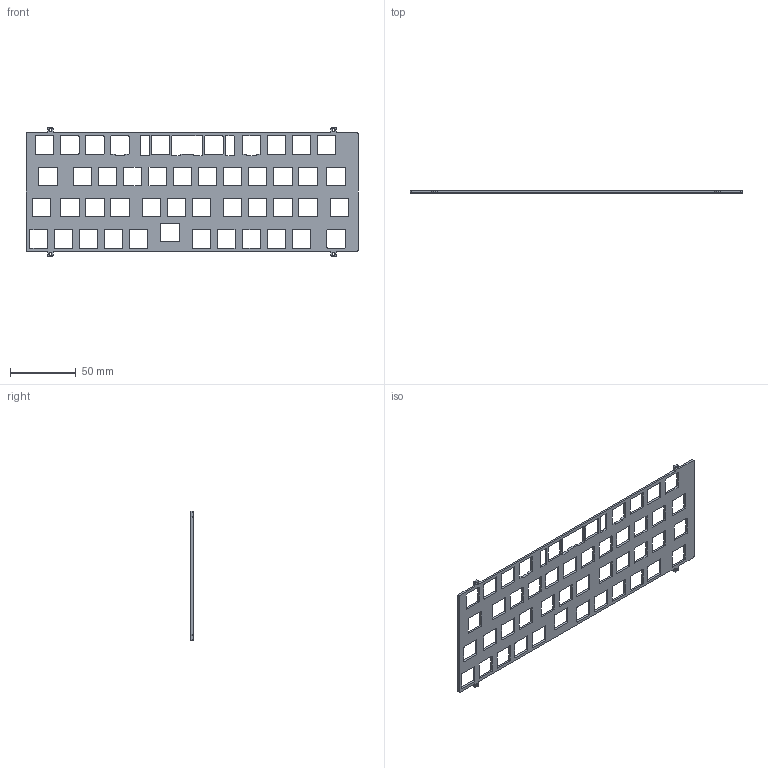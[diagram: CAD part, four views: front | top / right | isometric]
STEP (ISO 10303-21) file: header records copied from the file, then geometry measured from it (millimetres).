
FILE_DESCRIPTION(/* description */ (''),/* implementation_level */ '2;1');
FILE_NAME(/* name */ 'Bepovan_FullPlate.step',/* time_stamp */ '2021-07-04T09:24:23-05:00',/* author */ (''),/* organization */ (''),/* preprocessor_version */ 'ST-DEVELOPER v18.1',/* originating_system */ 'Autodesk Translation Framework v10.9.0.1377',/* authorisation */ '');
FILE_SCHEMA (('AUTOMOTIVE_DESIGN { 1 0 10303 214 3 1 1 }'));
Length unit declared in the file: millimetre
Products named in the file (1): Full Plate
Bounding box: 252.41 x 1.6 x 98.49 mm (x, y, z)
Volume: 21300.4 mm3; surface area: 32136.2 mm2
Topology: 1 solids, 1 shells, 448 faces, 1338 edges, 892 vertices
Faces by surface type: plane 230, cylinder 218
Full cylindrical faces by diameter (mm): 2.2 x4
Entity records: 15430 total; most frequent: CARTESIAN_POINT 2679, ORIENTED_EDGE 2676, DIRECTION 2672, EDGE_CURVE 1338, LINE 902, VECTOR 902, VERTEX_POINT 892, AXIS2_PLACEMENT_3D 885
